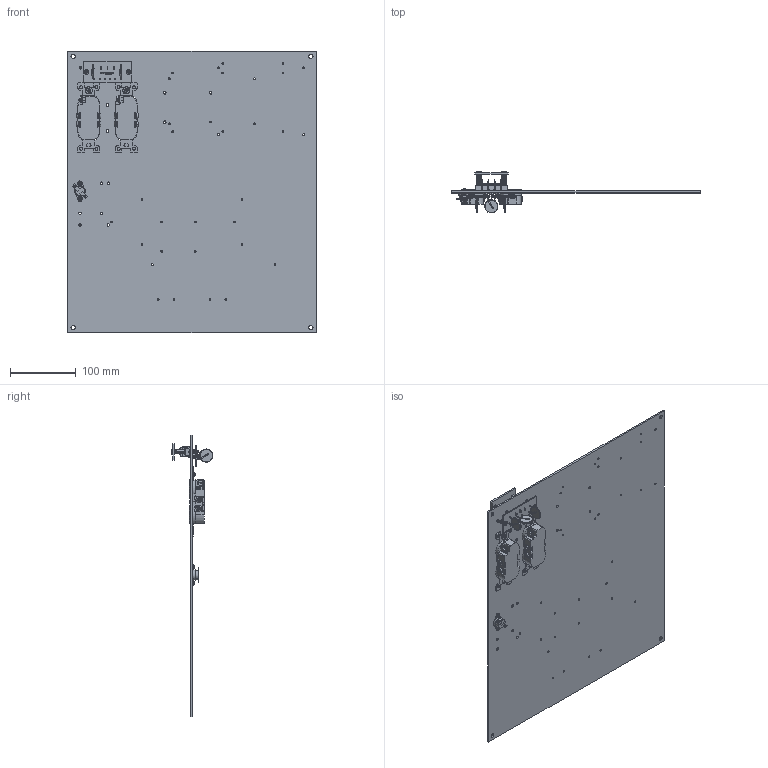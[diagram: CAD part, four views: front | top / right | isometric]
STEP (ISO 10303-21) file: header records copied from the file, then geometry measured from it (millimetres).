
FILE_DESCRIPTION (( 'STEP AP214' ), '1' );
FILE_NAME ('NB18-RP10F.STEP', '2013-10-02T15:21:34', ( 'L-Com' ), ( 'L-Com Global Connectivity' ), 'SwSTEP 2.0', 'SolidWorks 2012', '' );
FILE_SCHEMA (( 'AUTOMOTIVE_DESIGN' ));
Length unit declared in the file: inch
Products named in the file (18): XFS-0031; XMH-0005; XFS-0012; XFW-0009; XFN-0022; X-ASSY-HYP285-1; XERZ-V20D241; X-PCB-HYP285; XLBL-F704-UL_With Actual Text; 1AW05-083_With Actual Text; 1AW05-082_With Actual Text; XFS-0017; XF797-02; XMH-0010; XFN-0013; XCTB-0002; XF685-01; NB18-RP10F
Assembly tree (31 placements, depth 3):
  NB18-RP10F
    XF685-01
    XCTB-0002
    XFN-0013  x2
    XMH-0010  x2
    XF797-02
    XFS-0017  x7
    1AW05-082_With Actual Text
    1AW05-083_With Actual Text
    XLBL-F704-UL_With Actual Text
    X-ASSY-HYP285-1
      X-PCB-HYP285
      XERZ-V20D241  x3
    XFN-0022  x2
    XFW-0009  x2
    XFS-0012  x2
    XMH-0005
    XFS-0031  x2
Bounding box: 377.82 x 63.71 x 428.62 mm (x, y, z)
Volume: 502089 mm3; surface area: 371903.8 mm2
Topology: 30 solids, 30 shells, 2888 faces, 7232 edges, 4517 vertices
Faces by surface type: plane 1210, cylinder 691, cone 458, bspline 316, torus 180, sphere 33
Entity records: 91597 total; most frequent: CARTESIAN_POINT 28620, ORIENTED_EDGE 9762, DIRECTION 8609, EDGE_CURVE 4881, VERTEX_POINT 3127, VECTOR 2879, LINE 2879, AXIS2_PLACEMENT_3D 2865
